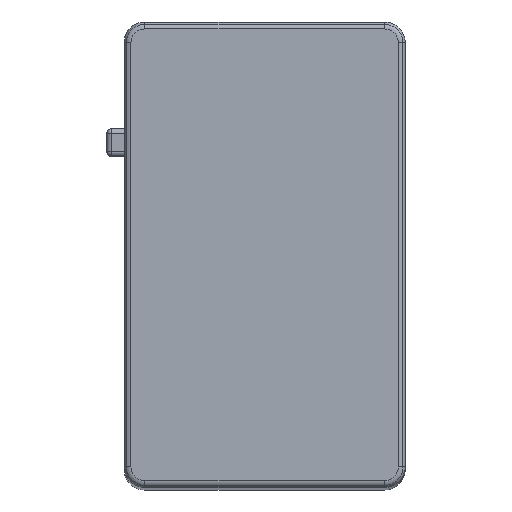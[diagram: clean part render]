
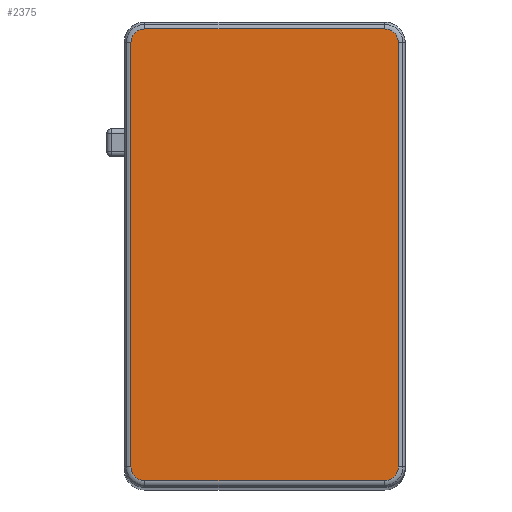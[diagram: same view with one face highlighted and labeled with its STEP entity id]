
A CAD part, top view. The second image highlights one B-rep face of the part: STEP entity #2375.
In plain terms, the highlighted planar face has unit normal (0, 0, -1).
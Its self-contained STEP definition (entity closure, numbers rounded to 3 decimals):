
#345=CIRCLE('',#2637,1.5);
#348=CIRCLE('',#2642,1.5);
#352=CIRCLE('',#2648,1.5);
#356=CIRCLE('',#2654,1.5);
#534=FACE_OUTER_BOUND('',#701,.T.);
#701=EDGE_LOOP('',(#2132,#2133,#2134,#2135,#2136,#2137,#2138,#2139));
#827=LINE('',#6867,#960);
#829=LINE('',#6879,#962);
#831=LINE('',#6891,#964);
#833=LINE('',#6900,#966);
#960=VECTOR('',#3255,10.);
#962=VECTOR('',#3269,10.);
#964=VECTOR('',#3283,10.);
#966=VECTOR('',#3295,10.);
#1154=VERTEX_POINT('',#6856);
#1156=VERTEX_POINT('',#6860);
#1157=VERTEX_POINT('',#6864);
#1159=VERTEX_POINT('',#6870);
#1161=VERTEX_POINT('',#6876);
#1163=VERTEX_POINT('',#6882);
#1165=VERTEX_POINT('',#6888);
#1167=VERTEX_POINT('',#6894);
#1473=EDGE_CURVE('',#1154,#1156,#345,.T.);
#1475=EDGE_CURVE('',#1156,#1157,#827,.T.);
#1478=EDGE_CURVE('',#1157,#1159,#348,.T.);
#1481=EDGE_CURVE('',#1159,#1161,#829,.T.);
#1484=EDGE_CURVE('',#1161,#1163,#352,.T.);
#1487=EDGE_CURVE('',#1163,#1165,#831,.T.);
#1490=EDGE_CURVE('',#1165,#1167,#356,.T.);
#1492=EDGE_CURVE('',#1167,#1154,#833,.T.);
#2132=ORIENTED_EDGE('',*,*,#1473,.T.);
#2133=ORIENTED_EDGE('',*,*,#1475,.T.);
#2134=ORIENTED_EDGE('',*,*,#1478,.T.);
#2135=ORIENTED_EDGE('',*,*,#1481,.T.);
#2136=ORIENTED_EDGE('',*,*,#1484,.T.);
#2137=ORIENTED_EDGE('',*,*,#1487,.T.);
#2138=ORIENTED_EDGE('',*,*,#1490,.T.);
#2139=ORIENTED_EDGE('',*,*,#1492,.T.);
#2225=PLANE('',#2663);
#2375=ADVANCED_FACE('',(#534),#2225,.F.);
#2637=AXIS2_PLACEMENT_3D('',#6862,#3249,#3250);
#2642=AXIS2_PLACEMENT_3D('',#6873,#3261,#3262);
#2648=AXIS2_PLACEMENT_3D('',#6885,#3275,#3276);
#2654=AXIS2_PLACEMENT_3D('',#6897,#3289,#3290);
#2663=AXIS2_PLACEMENT_3D('',#6914,#3314,#3315);
#3249=DIRECTION('center_axis',(0.,0.,-1.));
#3250=DIRECTION('ref_axis',(-0.707,-0.707,0.));
#3255=DIRECTION('',(0.,1.,0.));
#3261=DIRECTION('center_axis',(0.,0.,-1.));
#3262=DIRECTION('ref_axis',(-0.707,0.707,0.));
#3269=DIRECTION('',(1.,0.,0.));
#3275=DIRECTION('center_axis',(0.,0.,-1.));
#3276=DIRECTION('ref_axis',(0.707,0.707,0.));
#3283=DIRECTION('',(0.,-1.,0.));
#3289=DIRECTION('center_axis',(0.,0.,-1.));
#3290=DIRECTION('ref_axis',(0.707,-0.707,0.));
#3295=DIRECTION('',(-1.,0.,0.));
#3314=DIRECTION('center_axis',(0.,0.,1.));
#3315=DIRECTION('ref_axis',(1.,0.,0.));
#6856=CARTESIAN_POINT('',(-13.,-24.5,75.25));
#6860=CARTESIAN_POINT('',(-14.5,-23.,75.25));
#6862=CARTESIAN_POINT('Origin',(-13.,-23.,75.25));
#6864=CARTESIAN_POINT('',(-14.5,23.,75.25));
#6867=CARTESIAN_POINT('',(-14.5,0.,75.25));
#6870=CARTESIAN_POINT('',(-13.,24.5,75.25));
#6873=CARTESIAN_POINT('Origin',(-13.,23.,75.25));
#6876=CARTESIAN_POINT('',(13.,24.5,75.25));
#6879=CARTESIAN_POINT('',(-7.5,24.5,75.25));
#6882=CARTESIAN_POINT('',(14.5,23.,75.25));
#6885=CARTESIAN_POINT('Origin',(13.,23.,75.25));
#6888=CARTESIAN_POINT('',(14.5,-23.,75.25));
#6891=CARTESIAN_POINT('',(14.5,0.,75.25));
#6894=CARTESIAN_POINT('',(13.,-24.5,75.25));
#6897=CARTESIAN_POINT('Origin',(13.,-23.,75.25));
#6900=CARTESIAN_POINT('',(-7.5,-24.5,75.25));
#6914=CARTESIAN_POINT('Origin',(-15.,0.,75.25));
